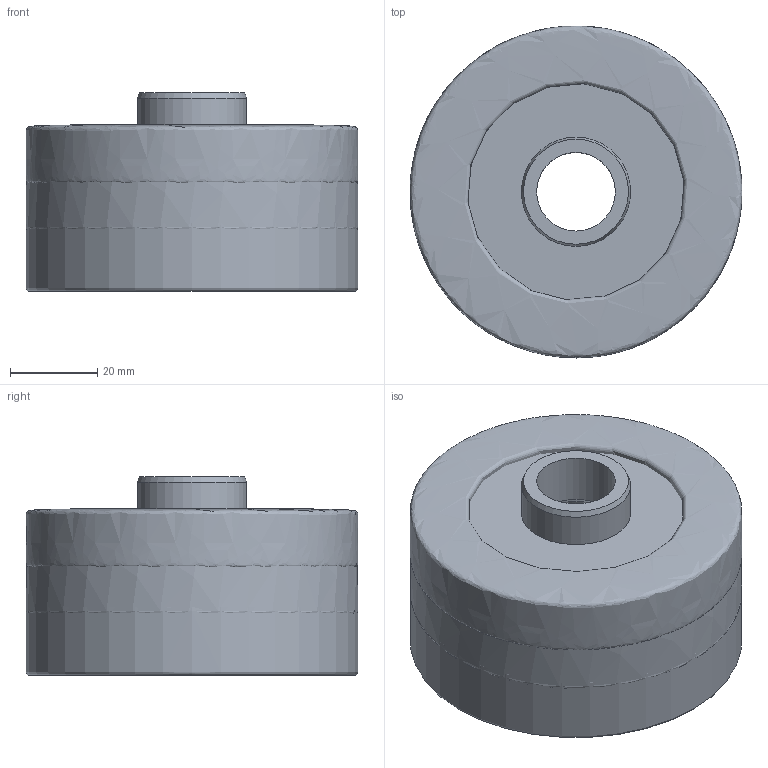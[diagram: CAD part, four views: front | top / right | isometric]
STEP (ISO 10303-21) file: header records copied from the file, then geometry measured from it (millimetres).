
FILE_DESCRIPTION(/* description */ (''),/* implementation_level */ '2;1');
FILE_NAME(/* name */ 'R220.82-RE03.00-1.42-SNXO16.5A_Basic.stp',/* time_stamp */ '2023-08-28T14:45:09+05:00',/* author */ (''),/* organization */ (''),/* preprocessor_version */ 'ST-DEVELOPER v16.7',/* originating_system */ 'SIEMENS PLM Software NX 12.0',/* authorisation */ '');
FILE_SCHEMA (('AUTOMOTIVE_DESIGN { 1 0 10303 214 3 1 1 1 }'));
Length unit declared in the file: millimetre
Products named in the file (5): CUT2; CUT1; NOCUT; ASSEMBLY_CONSTRUCTION; A2677601_stp_stp_stp
Assembly tree (5 placements, depth 2):
  A2677601_stp_stp_stp
    ASSEMBLY_CONSTRUCTION
    NOCUT
    CUT1
    CUT2  x2
Bounding box: 75.96 x 75.94 x 45.47 mm (x, y, z)
Volume: 233952.7 mm3; surface area: 50579.2 mm2
Topology: 4 solids, 4 shells, 30 faces, 68 edges, 67 vertices
Faces by surface type: cone 8, cylinder 7, torus 7, revolution 4, plane 4
Full cylindrical faces by diameter (mm): 18 x2, 23 x1, 24.986 x1, 26 x1, 50.45 x1, 72.9 x1
Entity records: 1318 total; most frequent: CARTESIAN_POINT 401, DIRECTION 168, AXIS2_PLACEMENT_3D 82, FACE_BOUND 58, EDGE_LOOP 56, ORIENTED_EDGE 56, STYLED_ITEM 51, PRESENTATION_STYLE_ASSIGNMENT 51
